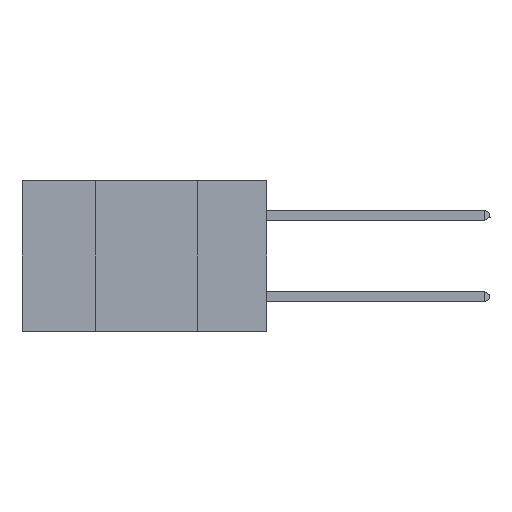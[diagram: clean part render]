
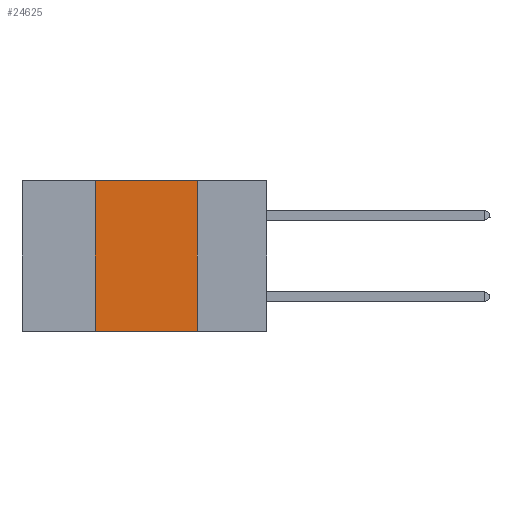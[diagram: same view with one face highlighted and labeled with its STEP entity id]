
A CAD part, left-side view. The second image highlights one B-rep face of the part: STEP entity #24625.
In plain terms, the highlighted planar face has unit normal (-1, 0, 0).
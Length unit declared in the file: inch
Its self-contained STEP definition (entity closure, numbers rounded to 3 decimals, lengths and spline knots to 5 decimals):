
#677 = LINE ( 'NONE', #28807, #24490 ) ;
#856 = VERTEX_POINT ( 'NONE', #11563 ) ;
#1018 = LINE ( 'NONE', #23535, #7542 ) ;
#1228 = DIRECTION ( 'NONE',  ( 0., -1., 0. ) ) ;
#1869 = AXIS2_PLACEMENT_3D ( 'NONE', #10569, #16521, #4995 ) ;
#1930 = VECTOR ( 'NONE', #1228, 39.37008 ) ;
#2784 = ORIENTED_EDGE ( 'NONE', *, *, #6897, .T. ) ;
#3081 = EDGE_CURVE ( 'NONE', #9697, #856, #677, .T. ) ;
#3092 = DIRECTION ( 'NONE',  ( 0., 0., 1. ) ) ;
#3264 = EDGE_CURVE ( 'NONE', #856, #32643, #29357, .T. ) ;
#3335 = DIRECTION ( 'NONE',  ( 0., -1., 0. ) ) ;
#3833 = CARTESIAN_POINT ( 'NONE',  ( 0., 0.6, 0. ) ) ;
#4995 = DIRECTION ( 'NONE',  ( 0., 0., -1. ) ) ;
#4996 = ORIENTED_EDGE ( 'NONE', *, *, #3081, .F. ) ;
#6897 = EDGE_CURVE ( 'NONE', #9697, #22208, #14319, .T. ) ;
#7542 = VECTOR ( 'NONE', #15726, 39.37008 ) ;
#9697 = VERTEX_POINT ( 'NONE', #35846 ) ;
#10569 = CARTESIAN_POINT ( 'NONE',  ( 0., 0.6, 0. ) ) ;
#11563 = CARTESIAN_POINT ( 'NONE',  ( 0., 0.42, 0. ) ) ;
#11600 = CARTESIAN_POINT ( 'NONE',  ( 0., 0.17, -0.37 ) ) ;
#13173 = FACE_OUTER_BOUND ( 'NONE', #30574, .T. ) ;
#13535 = PLANE ( 'NONE',  #1869 ) ;
#13926 = ORIENTED_EDGE ( 'NONE', *, *, #14596, .F. ) ;
#14319 = LINE ( 'NONE', #34267, #29329 ) ;
#14596 = EDGE_CURVE ( 'NONE', #32643, #22208, #1018, .T. ) ;
#15726 = DIRECTION ( 'NONE',  ( 0., 0., -1. ) ) ;
#16521 = DIRECTION ( 'NONE',  ( 1., 0., 0. ) ) ;
#20540 = CARTESIAN_POINT ( 'NONE',  ( 0., 0.17, 0. ) ) ;
#22208 = VERTEX_POINT ( 'NONE', #11600 ) ;
#23535 = CARTESIAN_POINT ( 'NONE',  ( 0., 0.17, 0. ) ) ;
#24490 = VECTOR ( 'NONE', #3092, 39.37008 ) ;
#24625 = ADVANCED_FACE ( 'NONE', ( #13173 ), #13535, .F. ) ;
#27823 = ORIENTED_EDGE ( 'NONE', *, *, #3264, .F. ) ;
#28807 = CARTESIAN_POINT ( 'NONE',  ( 0., 0.42, 0. ) ) ;
#29329 = VECTOR ( 'NONE', #3335, 39.37008 ) ;
#29357 = LINE ( 'NONE', #3833, #1930 ) ;
#30574 = EDGE_LOOP ( 'NONE', ( #13926, #27823, #4996, #2784 ) ) ;
#32643 = VERTEX_POINT ( 'NONE', #20540 ) ;
#34267 = CARTESIAN_POINT ( 'NONE',  ( 0., 0.6, -0.37 ) ) ;
#35846 = CARTESIAN_POINT ( 'NONE',  ( 0., 0.42, -0.37 ) ) ;
